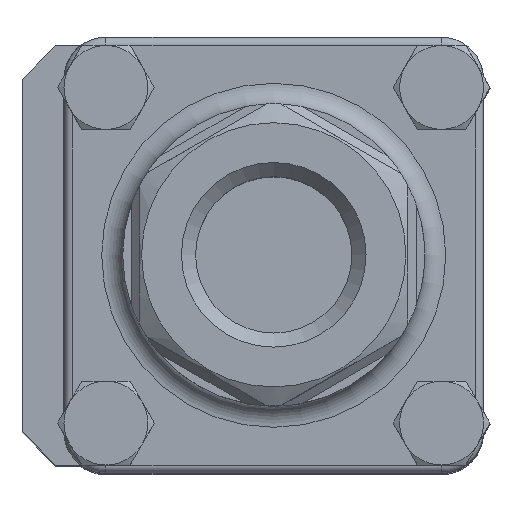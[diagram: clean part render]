
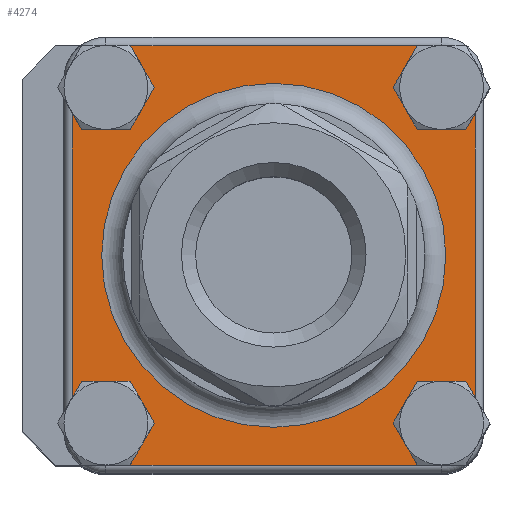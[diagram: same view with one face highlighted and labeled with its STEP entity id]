
A CAD part, top view. The second image highlights one B-rep face of the part: STEP entity #4274.
In plain terms, the highlighted planar face has unit normal (0, 0, 1).
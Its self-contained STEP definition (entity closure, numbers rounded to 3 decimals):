
#212=FACE_BOUND('',#1489,.T.);
#432=LINE('',#7307,#682);
#433=LINE('',#7314,#683);
#434=LINE('',#7318,#684);
#435=LINE('',#7320,#685);
#682=VECTOR('',#5738,10.);
#683=VECTOR('',#5745,10.);
#684=VECTOR('',#5748,10.);
#685=VECTOR('',#5751,10.);
#1216=FACE_OUTER_BOUND('',#1488,.T.);
#1488=EDGE_LOOP('',(#3584,#3585,#3586,#3587,#3588,#3589,#3590,#3591,#3592,
#3593,#3594,#3595,#3596,#3597,#3598,#3599));
#1489=EDGE_LOOP('',(#3600));
#1625=CIRCLE('',#4482,4.45);
#1627=CIRCLE('',#4484,4.45);
#1649=CIRCLE('',#4538,4.45);
#1651=CIRCLE('',#4540,4.45);
#1723=CIRCLE('',#4715,20.5);
#1725=CIRCLE('',#4718,4.45);
#1726=CIRCLE('',#4719,4.45);
#1727=CIRCLE('',#4720,4.);
#1728=CIRCLE('',#4721,4.);
#1729=CIRCLE('',#4722,4.45);
#1730=CIRCLE('',#4723,4.45);
#1731=CIRCLE('',#4724,4.);
#1732=CIRCLE('',#4725,4.);
#1907=VERTEX_POINT('',#6493);
#1908=VERTEX_POINT('',#6494);
#1909=VERTEX_POINT('',#6496);
#1955=VERTEX_POINT('',#6695);
#1956=VERTEX_POINT('',#6696);
#1957=VERTEX_POINT('',#6698);
#2063=VERTEX_POINT('',#7295);
#2064=VERTEX_POINT('',#7299);
#2065=VERTEX_POINT('',#7300);
#2066=VERTEX_POINT('',#7302);
#2067=VERTEX_POINT('',#7304);
#2068=VERTEX_POINT('',#7306);
#2069=VERTEX_POINT('',#7308);
#2070=VERTEX_POINT('',#7310);
#2071=VERTEX_POINT('',#7312);
#2072=VERTEX_POINT('',#7315);
#2073=VERTEX_POINT('',#7317);
#2308=EDGE_CURVE('',#1907,#1908,#1625,.T.);
#2310=EDGE_CURVE('',#1908,#1909,#1627,.T.);
#2382=EDGE_CURVE('',#1955,#1956,#1649,.T.);
#2384=EDGE_CURVE('',#1956,#1957,#1651,.T.);
#2591=EDGE_CURVE('',#2063,#2063,#1723,.T.);
#2593=EDGE_CURVE('',#2064,#2065,#1725,.T.);
#2594=EDGE_CURVE('',#2065,#2066,#1726,.T.);
#2595=EDGE_CURVE('',#2067,#2066,#1727,.T.);
#2596=EDGE_CURVE('',#2068,#2067,#432,.T.);
#2597=EDGE_CURVE('',#2069,#2068,#1728,.T.);
#2598=EDGE_CURVE('',#2069,#2070,#1729,.T.);
#2599=EDGE_CURVE('',#2070,#2071,#1730,.T.);
#2600=EDGE_CURVE('',#1955,#2071,#433,.T.);
#2601=EDGE_CURVE('',#2072,#1957,#1731,.T.);
#2602=EDGE_CURVE('',#2073,#2072,#434,.T.);
#2603=EDGE_CURVE('',#1907,#2073,#1732,.T.);
#2604=EDGE_CURVE('',#2064,#1909,#435,.T.);
#3584=ORIENTED_EDGE('',*,*,#2593,.T.);
#3585=ORIENTED_EDGE('',*,*,#2594,.T.);
#3586=ORIENTED_EDGE('',*,*,#2595,.F.);
#3587=ORIENTED_EDGE('',*,*,#2596,.F.);
#3588=ORIENTED_EDGE('',*,*,#2597,.F.);
#3589=ORIENTED_EDGE('',*,*,#2598,.T.);
#3590=ORIENTED_EDGE('',*,*,#2599,.T.);
#3591=ORIENTED_EDGE('',*,*,#2600,.F.);
#3592=ORIENTED_EDGE('',*,*,#2382,.T.);
#3593=ORIENTED_EDGE('',*,*,#2384,.T.);
#3594=ORIENTED_EDGE('',*,*,#2601,.F.);
#3595=ORIENTED_EDGE('',*,*,#2602,.F.);
#3596=ORIENTED_EDGE('',*,*,#2603,.F.);
#3597=ORIENTED_EDGE('',*,*,#2308,.T.);
#3598=ORIENTED_EDGE('',*,*,#2310,.T.);
#3599=ORIENTED_EDGE('',*,*,#2604,.F.);
#3600=ORIENTED_EDGE('',*,*,#2591,.F.);
#4061=PLANE('',#4717);
#4274=ADVANCED_FACE('',(#1216,#212),#4061,.T.);
#4482=AXIS2_PLACEMENT_3D('',#6495,#5121,#5122);
#4484=AXIS2_PLACEMENT_3D('',#6498,#5125,#5126);
#4538=AXIS2_PLACEMENT_3D('',#6697,#5259,#5260);
#4540=AXIS2_PLACEMENT_3D('',#6700,#5263,#5264);
#4715=AXIS2_PLACEMENT_3D('',#7296,#5726,#5727);
#4717=AXIS2_PLACEMENT_3D('',#7298,#5730,#5731);
#4718=AXIS2_PLACEMENT_3D('',#7301,#5732,#5733);
#4719=AXIS2_PLACEMENT_3D('',#7303,#5734,#5735);
#4720=AXIS2_PLACEMENT_3D('',#7305,#5736,#5737);
#4721=AXIS2_PLACEMENT_3D('',#7309,#5739,#5740);
#4722=AXIS2_PLACEMENT_3D('',#7311,#5741,#5742);
#4723=AXIS2_PLACEMENT_3D('',#7313,#5743,#5744);
#4724=AXIS2_PLACEMENT_3D('',#7316,#5746,#5747);
#4725=AXIS2_PLACEMENT_3D('',#7319,#5749,#5750);
#5121=DIRECTION('center_axis',(0.,0.,-1.));
#5122=DIRECTION('ref_axis',(-0.5,0.866,0.));
#5125=DIRECTION('center_axis',(0.,0.,-1.));
#5126=DIRECTION('ref_axis',(-0.5,0.866,0.));
#5259=DIRECTION('center_axis',(0.,0.,-1.));
#5260=DIRECTION('ref_axis',(-0.5,0.866,0.));
#5263=DIRECTION('center_axis',(0.,0.,-1.));
#5264=DIRECTION('ref_axis',(-0.5,0.866,0.));
#5726=DIRECTION('center_axis',(0.,0.,1.));
#5727=DIRECTION('ref_axis',(-1.,0.,0.));
#5730=DIRECTION('center_axis',(0.,0.,1.));
#5731=DIRECTION('ref_axis',(1.,0.,0.));
#5732=DIRECTION('center_axis',(0.,0.,-1.));
#5733=DIRECTION('ref_axis',(-0.5,0.866,0.));
#5734=DIRECTION('center_axis',(0.,0.,-1.));
#5735=DIRECTION('ref_axis',(-0.5,0.866,0.));
#5736=DIRECTION('center_axis',(0.,0.,-1.));
#5737=DIRECTION('ref_axis',(0.707,0.707,0.));
#5738=DIRECTION('',(1.,0.,0.));
#5739=DIRECTION('center_axis',(0.,0.,-1.));
#5740=DIRECTION('ref_axis',(-0.707,0.707,0.));
#5741=DIRECTION('center_axis',(0.,0.,-1.));
#5742=DIRECTION('ref_axis',(-0.5,0.866,0.));
#5743=DIRECTION('center_axis',(0.,0.,-1.));
#5744=DIRECTION('ref_axis',(-0.5,0.866,0.));
#5745=DIRECTION('',(0.,1.,0.));
#5746=DIRECTION('center_axis',(0.,0.,-1.));
#5747=DIRECTION('ref_axis',(-0.707,-0.707,0.));
#5748=DIRECTION('',(-1.,0.,0.));
#5749=DIRECTION('center_axis',(0.,0.,-1.));
#5750=DIRECTION('ref_axis',(0.707,-0.707,0.));
#5751=DIRECTION('',(0.,-1.,0.));
#6493=CARTESIAN_POINT('',(23.747,-22.401,8.5));
#6494=CARTESIAN_POINT('',(22.225,-23.854,8.5));
#6495=CARTESIAN_POINT('Origin',(20.,-20.,8.5));
#6496=CARTESIAN_POINT('',(24.,-18.05,8.5));
#6498=CARTESIAN_POINT('Origin',(20.,-20.,8.5));
#6695=CARTESIAN_POINT('',(-24.,-18.05,8.5));
#6696=CARTESIAN_POINT('',(-17.775,-23.854,8.5));
#6697=CARTESIAN_POINT('Origin',(-20.,-20.,8.5));
#6698=CARTESIAN_POINT('',(-23.747,-22.401,8.5));
#6700=CARTESIAN_POINT('Origin',(-20.,-20.,8.5));
#7295=CARTESIAN_POINT('',(-20.5,0.,8.5));
#7296=CARTESIAN_POINT('Origin',(0.,0.,8.5));
#7298=CARTESIAN_POINT('Origin',(0.,0.,
8.5));
#7299=CARTESIAN_POINT('',(24.,18.05,8.5));
#7300=CARTESIAN_POINT('',(22.225,16.146,8.5));
#7301=CARTESIAN_POINT('Origin',(20.,20.,8.5));
#7302=CARTESIAN_POINT('',(23.747,22.401,8.5));
#7303=CARTESIAN_POINT('Origin',(20.,20.,8.5));
#7304=CARTESIAN_POINT('',(20.,25.,8.5));
#7305=CARTESIAN_POINT('Origin',(20.,21.,8.5));
#7306=CARTESIAN_POINT('',(-20.,25.,8.5));
#7307=CARTESIAN_POINT('',(-12.5,25.,8.5));
#7308=CARTESIAN_POINT('',(-23.747,22.401,8.5));
#7309=CARTESIAN_POINT('Origin',(-20.,21.,8.5));
#7310=CARTESIAN_POINT('',(-17.775,16.146,8.5));
#7311=CARTESIAN_POINT('Origin',(-20.,20.,8.5));
#7312=CARTESIAN_POINT('',(-24.,18.05,8.5));
#7313=CARTESIAN_POINT('Origin',(-20.,20.,8.5));
#7314=CARTESIAN_POINT('',(-24.,-13.,8.5));
#7315=CARTESIAN_POINT('',(-20.,-25.,8.5));
#7316=CARTESIAN_POINT('Origin',(-20.,-21.,8.5));
#7317=CARTESIAN_POINT('',(20.,-25.,8.5));
#7318=CARTESIAN_POINT('',(12.5,-25.,8.5));
#7319=CARTESIAN_POINT('Origin',(20.,-21.,8.5));
#7320=CARTESIAN_POINT('',(24.,13.,8.5));
